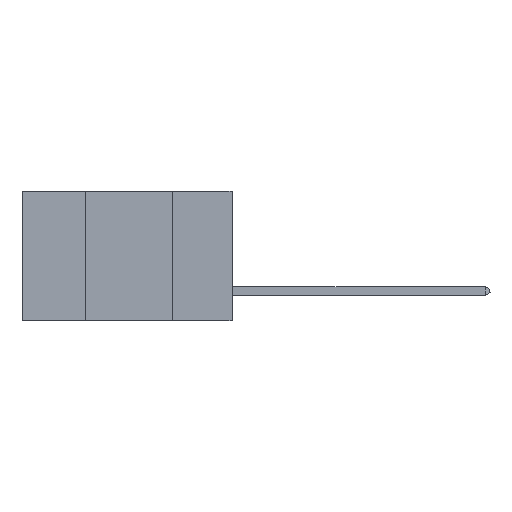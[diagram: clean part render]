
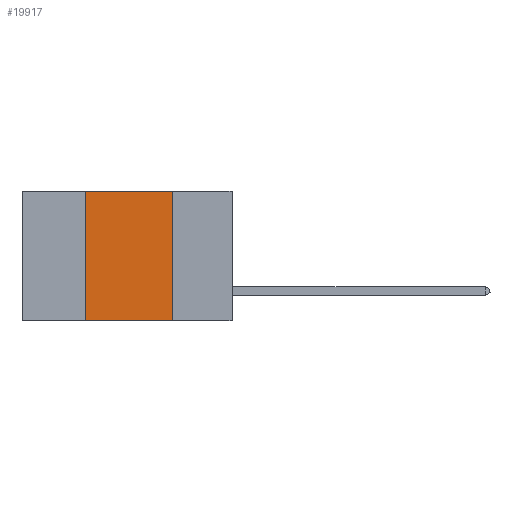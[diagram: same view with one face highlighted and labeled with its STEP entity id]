
A CAD part, left-side view. The second image highlights one B-rep face of the part: STEP entity #19917.
In plain terms, the highlighted planar face has unit normal (-1, 0, 0).
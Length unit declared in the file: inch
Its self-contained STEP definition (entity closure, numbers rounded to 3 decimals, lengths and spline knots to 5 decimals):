
#1034 = DIRECTION ( 'NONE',  ( 0., 0., -1. ) ) ;
#1226 = CARTESIAN_POINT ( 'NONE',  ( 0., 0.6, 0. ) ) ;
#3072 = VECTOR ( 'NONE', #7824, 39.37008 ) ;
#3616 = LINE ( 'NONE', #7574, #3072 ) ;
#3693 = EDGE_LOOP ( 'NONE', ( #25056, #15305, #7378, #24429 ) ) ;
#4986 = CARTESIAN_POINT ( 'NONE',  ( 0., 0.17, 0. ) ) ;
#5052 = DIRECTION ( 'NONE',  ( 0., -1., 0. ) ) ;
#5515 = EDGE_CURVE ( 'NONE', #17801, #12629, #14801, .T. ) ;
#6646 = CARTESIAN_POINT ( 'NONE',  ( 0., 0.42, 0. ) ) ;
#6966 = LINE ( 'NONE', #1226, #24401 ) ;
#7378 = ORIENTED_EDGE ( 'NONE', *, *, #18324, .F. ) ;
#7517 = EDGE_CURVE ( 'NONE', #21575, #12629, #3616, .T. ) ;
#7574 = CARTESIAN_POINT ( 'NONE',  ( 0., 0.6, -0.37 ) ) ;
#7655 = VECTOR ( 'NONE', #20363, 39.37008 ) ;
#7824 = DIRECTION ( 'NONE',  ( 0., -1., 0. ) ) ;
#8159 = DIRECTION ( 'NONE',  ( 0., 0., -1. ) ) ;
#9257 = VERTEX_POINT ( 'NONE', #6646 ) ;
#9700 = AXIS2_PLACEMENT_3D ( 'NONE', #13899, #21666, #8159 ) ;
#10956 = CARTESIAN_POINT ( 'NONE',  ( 0., 0.42, 0. ) ) ;
#11025 = CARTESIAN_POINT ( 'NONE',  ( 0., 0.17, -0.37 ) ) ;
#11615 = FACE_OUTER_BOUND ( 'NONE', #3693, .T. ) ;
#12629 = VERTEX_POINT ( 'NONE', #11025 ) ;
#13491 = CARTESIAN_POINT ( 'NONE',  ( 0., 0.42, -0.37 ) ) ;
#13899 = CARTESIAN_POINT ( 'NONE',  ( 0., 0.6, 0. ) ) ;
#14801 = LINE ( 'NONE', #4986, #16491 ) ;
#15305 = ORIENTED_EDGE ( 'NONE', *, *, #21930, .F. ) ;
#16491 = VECTOR ( 'NONE', #1034, 39.37008 ) ;
#16663 = LINE ( 'NONE', #10956, #7655 ) ;
#17801 = VERTEX_POINT ( 'NONE', #17926 ) ;
#17926 = CARTESIAN_POINT ( 'NONE',  ( 0., 0.17, 0. ) ) ;
#18324 = EDGE_CURVE ( 'NONE', #21575, #9257, #16663, .T. ) ;
#19917 = ADVANCED_FACE ( 'NONE', ( #11615 ), #23579, .F. ) ;
#20363 = DIRECTION ( 'NONE',  ( 0., 0., 1. ) ) ;
#21575 = VERTEX_POINT ( 'NONE', #13491 ) ;
#21666 = DIRECTION ( 'NONE',  ( 1., 0., 0. ) ) ;
#21930 = EDGE_CURVE ( 'NONE', #9257, #17801, #6966, .T. ) ;
#23579 = PLANE ( 'NONE',  #9700 ) ;
#24401 = VECTOR ( 'NONE', #5052, 39.37008 ) ;
#24429 = ORIENTED_EDGE ( 'NONE', *, *, #7517, .T. ) ;
#25056 = ORIENTED_EDGE ( 'NONE', *, *, #5515, .F. ) ;
